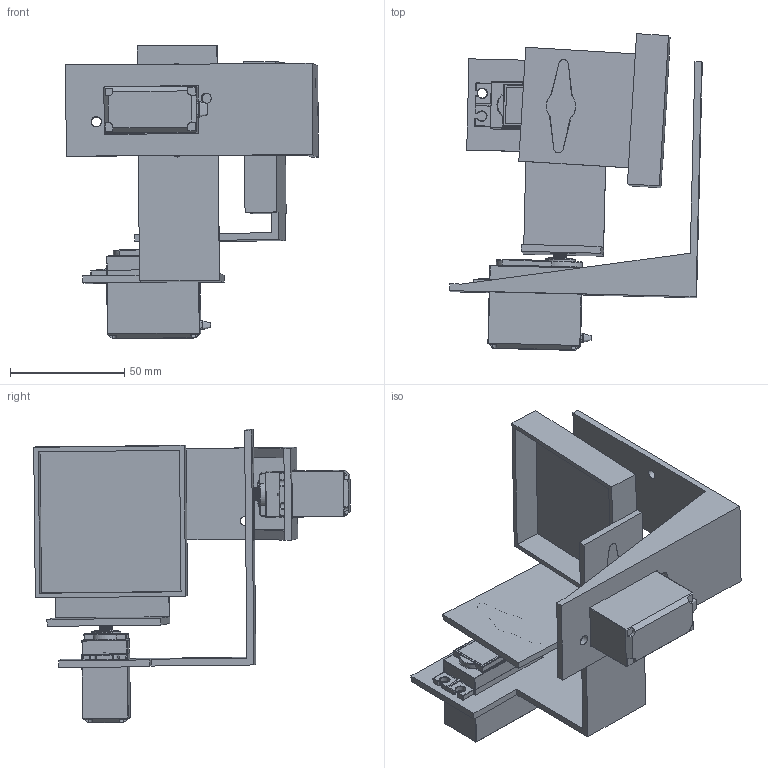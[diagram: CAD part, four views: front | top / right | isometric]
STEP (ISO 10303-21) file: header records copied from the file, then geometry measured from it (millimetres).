
FILE_DESCRIPTION(/* description */ (''),/* implementation_level */ '2;1');
FILE_NAME(/* name */ 'Gimble_stand.stp',/* time_stamp */ '2025-07-02T20:46:24Z',/* author */ ('user'),/* organization */ (''),/* preprocessor_version */ 'ST-DEVELOPER v20.1',/* originating_system */ 'Autodesk Inventor 2026',/* authorisation */ '');
FILE_SCHEMA (('AUTOMOTIVE_DESIGN { 1 0 10303 214 3 1 1 }'));
Length unit declared in the file: millimetre
Products named in the file (6): Gimble_stand; pan_base_holder_first; pan_base_holder_v1; Part4; servo_motor_header; pan_base_holder_third_v2
Assembly tree (7 placements, depth 2):
  Gimble_stand
    Part4  x2
    pan_base_holder_first
    servo_motor_header  x2
    pan_base_holder_v1
    pan_base_holder_third_v2
Bounding box: 110.74 x 138.75 x 128.77 mm (x, y, z)
Volume: 136093.3 mm3; surface area: 77842.8 mm2
Topology: 11 solids, 11 shells, 1198 faces, 2931 edges, 1772 vertices
Faces by surface type: plane 669, cylinder 379, torus 114, bspline 24, sphere 12
Full cylindrical faces by diameter (mm): 2.5 x2, 4 x3, 4.5 x4, 5.5 x2, 6 x4, 10.6 x2, 13 x2
Entity records: 19759 total; most frequent: CARTESIAN_POINT 4226, DIRECTION 3345, ORIENTED_EDGE 3116, EDGE_CURVE 1558, AXIS2_PLACEMENT_3D 1179, LINE 987, VECTOR 987, VERTEX_POINT 949
